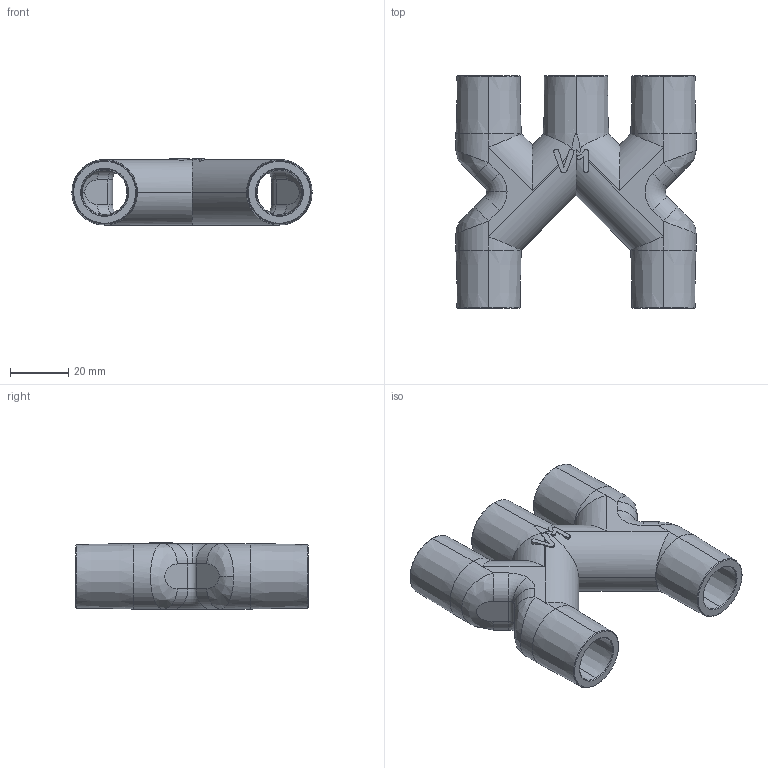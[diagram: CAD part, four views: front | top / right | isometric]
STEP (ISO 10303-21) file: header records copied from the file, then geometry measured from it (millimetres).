
FILE_DESCRIPTION (( 'STEP AP203' ), '1' );
FILE_NAME ('4WayVent_InLine_3DP_v1.STEP', '2020-03-17T02:37:58', ( '' ), ( '' ), 'SwSTEP 2.0', 'SolidWorks 2018', '' );
FILE_SCHEMA (( 'CONFIG_CONTROL_DESIGN' ));
Length unit declared in the file: millimetre
Products named in the file (1): 4WayVent_InLine_3DP_v1
Bounding box: 82.5 x 80 x 22.7 mm (x, y, z)
Volume: 43175.1 mm3; surface area: 26735.1 mm2
Topology: 1 solids, 1 shells, 185 faces, 448 edges, 262 vertices
Faces by surface type: cylinder 67, cone 50, plane 29, bspline 27, torus 12
Entity records: 6724 total; most frequent: CARTESIAN_POINT 2632, ORIENTED_EDGE 896, DIRECTION 788, EDGE_CURVE 448, AXIS2_PLACEMENT_3D 295, VERTEX_POINT 262, VECTOR 198, LINE 198
